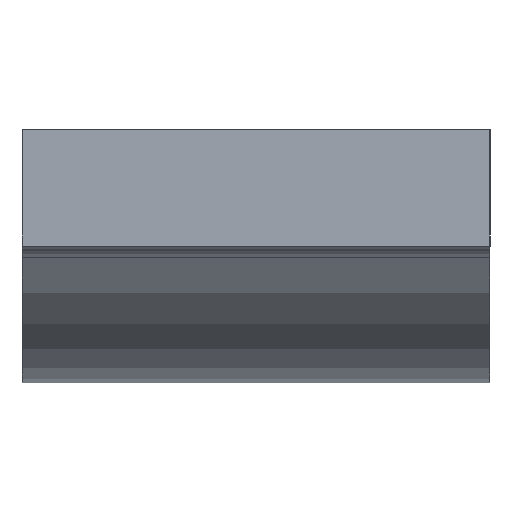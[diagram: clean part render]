
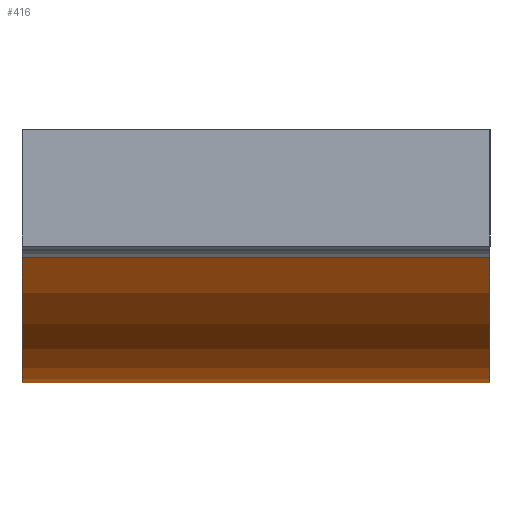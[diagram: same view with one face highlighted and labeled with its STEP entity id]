
A CAD part, left-side view. The second image highlights one B-rep face of the part: STEP entity #416.
In plain terms, the highlighted cylindrical face has radius 11 mm (diameter 22 mm), a partial arc.
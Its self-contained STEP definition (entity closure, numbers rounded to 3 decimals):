
#35=FACE_OUTER_BOUND('',#57,.T.);
#57=EDGE_LOOP('',(#288,#289,#290,#291));
#86=LINE('',#629,#124);
#88=LINE('',#637,#126);
#124=VECTOR('',#501,10.);
#126=VECTOR('',#509,10.);
#164=CIRCLE('',#455,11.);
#165=CIRCLE('',#456,11.);
#185=VERTEX_POINT('',#626);
#186=VERTEX_POINT('',#628);
#188=VERTEX_POINT('',#634);
#189=VERTEX_POINT('',#636);
#225=EDGE_CURVE('',#185,#186,#86,.T.);
#228=EDGE_CURVE('',#188,#185,#164,.T.);
#229=EDGE_CURVE('',#189,#188,#88,.T.);
#230=EDGE_CURVE('',#186,#189,#165,.T.);
#288=ORIENTED_EDGE('',*,*,#225,.F.);
#289=ORIENTED_EDGE('',*,*,#228,.F.);
#290=ORIENTED_EDGE('',*,*,#229,.F.);
#291=ORIENTED_EDGE('',*,*,#230,.F.);
#405=CYLINDRICAL_SURFACE('',#454,11.);
#416=ADVANCED_FACE('',(#35),#405,.T.);
#454=AXIS2_PLACEMENT_3D('',#633,#505,#506);
#455=AXIS2_PLACEMENT_3D('',#635,#507,#508);
#456=AXIS2_PLACEMENT_3D('',#638,#510,#511);
#501=DIRECTION('',(0.,1.,0.));
#505=DIRECTION('center_axis',(0.,1.,0.));
#506=DIRECTION('ref_axis',(1.,0.,0.));
#507=DIRECTION('center_axis',(0.,-1.,0.));
#508=DIRECTION('ref_axis',(1.,0.,0.));
#509=DIRECTION('',(0.,-1.,0.));
#510=DIRECTION('center_axis',(0.,1.,0.));
#511=DIRECTION('ref_axis',(1.,0.,0.));
#626=CARTESIAN_POINT('',(9.444,0.,9.513));
#628=CARTESIAN_POINT('',(9.444,20.,9.513));
#629=CARTESIAN_POINT('',(9.444,0.,9.513));
#633=CARTESIAN_POINT('Origin',(0.,0.,15.153));
#634=CARTESIAN_POINT('',(-9.444,0.,9.513));
#635=CARTESIAN_POINT('Origin',(0.,0.,15.153));
#636=CARTESIAN_POINT('',(-9.444,20.,9.513));
#637=CARTESIAN_POINT('',(-9.444,0.,9.513));
#638=CARTESIAN_POINT('Origin',(0.,20.,15.153));
